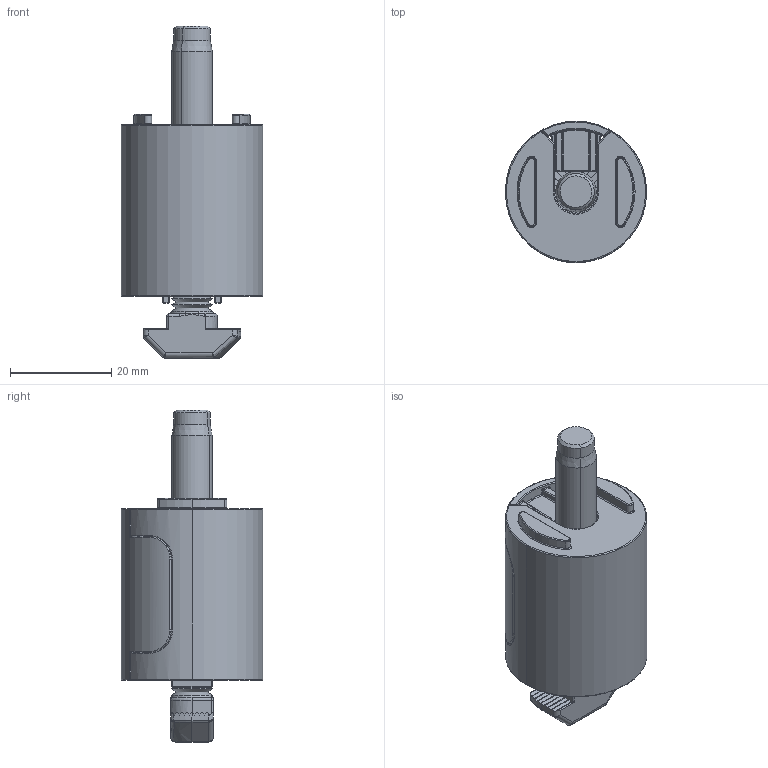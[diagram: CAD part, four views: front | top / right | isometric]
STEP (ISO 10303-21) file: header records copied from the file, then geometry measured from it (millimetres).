
FILE_DESCRIPTION (( 'STEP AP214' ), '1' );
FILE_NAME ('099rv28ts01.STEP', '2014-08-21T12:23:09', ( '' ), ( '' ), 'SwSTEP 2.0', 'SolidWorks 2014', '' );
FILE_SCHEMA (( 'AUTOMOTIVE_DESIGN' ));
Length unit declared in the file: millimetre
Products named in the file (6): 096hk1030m0820_096 hk 10 30 m08 20; 340me154_340me154; 093s0825t_093 s08 25 t; 099rv28tr02_Standard; 099rv28tr01_Standard; 099rv28ts01
Assembly tree (5 placements, depth 2):
  099rv28ts01
    099rv28tr01_Standard
    099rv28tr02_Standard
    093s0825t_093 s08 25 t
    340me154_340me154
    096hk1030m0820_096 hk 10 30 m08 20
Bounding box: 28 x 28 x 65.74 mm (x, y, z)
Volume: 15178.8 mm3; surface area: 11342.6 mm2
Topology: 5 solids, 5 shells, 883 faces, 2113 edges, 1190 vertices
Faces by surface type: cylinder 302, plane 244, bspline 110, torus 87, cone 76, sphere 64
Entity records: 28516 total; most frequent: CARTESIAN_POINT 9266, ORIENTED_EDGE 4082, DIRECTION 3970, EDGE_CURVE 2041, AXIS2_PLACEMENT_3D 1588, VERTEX_POINT 1176, EDGE_LOOP 893, ADVANCED_FACE 883
